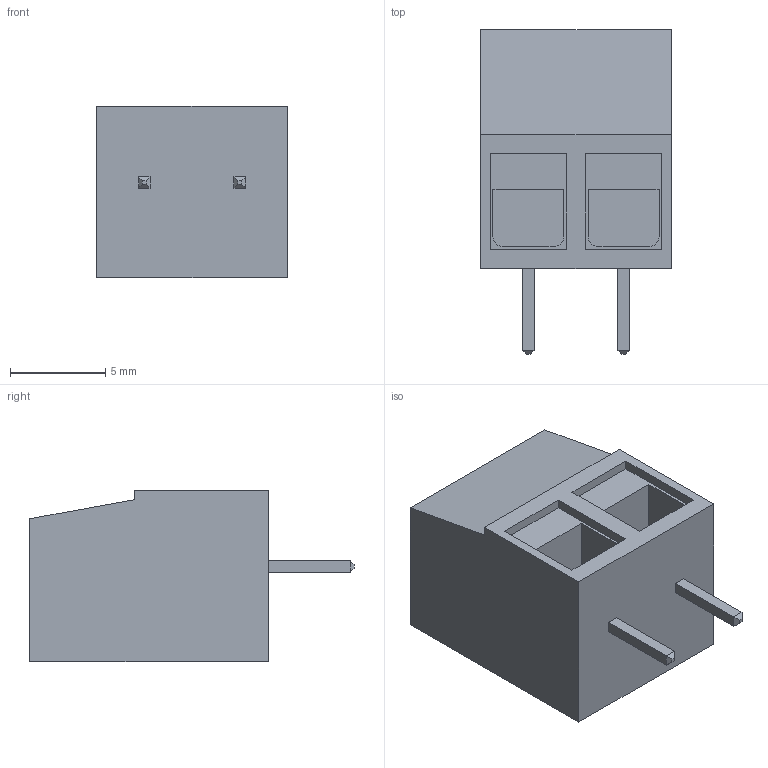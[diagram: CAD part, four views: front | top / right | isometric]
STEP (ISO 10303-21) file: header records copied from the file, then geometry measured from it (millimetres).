
FILE_DESCRIPTION (( 'STEP AP214' ), '1' );
FILE_NAME ('TB-2_metric_AP214.STEP', '2019-03-31T09:23:31', ( '' ), ( '' ), 'SwSTEP 2.0', 'SolidWorks 2018', '' );
FILE_SCHEMA (( 'AUTOMOTIVE_DESIGN' ));
Length unit declared in the file: millimetre
Products named in the file (1): TB-2_metric_AP214
Bounding box: 10 x 17 x 9 mm (x, y, z)
Volume: 946 mm3; surface area: 869.5 mm2
Topology: 1 solids, 1 shells, 70 faces, 166 edges, 108 vertices
Faces by surface type: plane 58, cylinder 12
Entity records: 2802 total; most frequent: CARTESIAN_POINT 345, DIRECTION 340, ORIENTED_EDGE 332, EDGE_CURVE 166, LINE 134, VECTOR 134, VERTEX_POINT 108, AXIS2_PLACEMENT_3D 103
